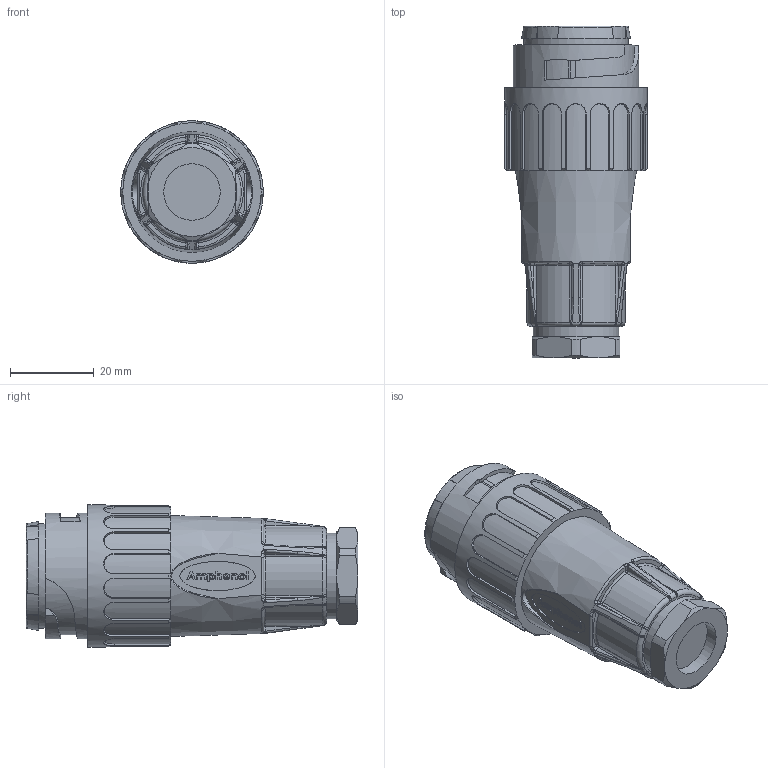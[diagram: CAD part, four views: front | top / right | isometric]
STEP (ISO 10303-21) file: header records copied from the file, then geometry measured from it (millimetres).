
FILE_DESCRIPTION(/* description */ (''),/* implementation_level */ '2;1');
FILE_NAME(/* name */ 'c016 10h014 003 1nxc001-01.stp',/* time_stamp */ '2019-07-08T08:53:46+02:00',/* author */ (''),/* organization */ (''),/* preprocessor_version */ 'ST-DEVELOPER v16.7',/* originating_system */ 'SIEMENS PLM Software NX 12.0',/* authorisation */ '');
FILE_SCHEMA (('AUTOMOTIVE_DESIGN { 1 0 10303 214 3 1 1 1 }'));
Length unit declared in the file: millimetre
Products named in the file (1): c016 10h014 003 1nxc001-01
Bounding box: 34 x 79.22 x 34 mm (x, y, z)
Volume: 42700.5 mm3; surface area: 11120 mm2
Topology: 1 solids, 1 shells, 1066 faces, 2912 edges, 1898 vertices
Faces by surface type: plane 565, cylinder 223, bspline 150, cone 71, torus 38, sphere 12, extrusion 7
Full cylindrical faces by diameter (mm): 13.5 x1, 18 x1, 20.4 x1, 22.1 x1, 25 x1, 30 x1, 34 x1
Entity records: 36894 total; most frequent: CARTESIAN_POINT 12091, ORIENTED_EDGE 5750, DIRECTION 4442, EDGE_CURVE 2875, VERTEX_POINT 1887, VECTOR 1606, LINE 1599, AXIS2_PLACEMENT_3D 1418
